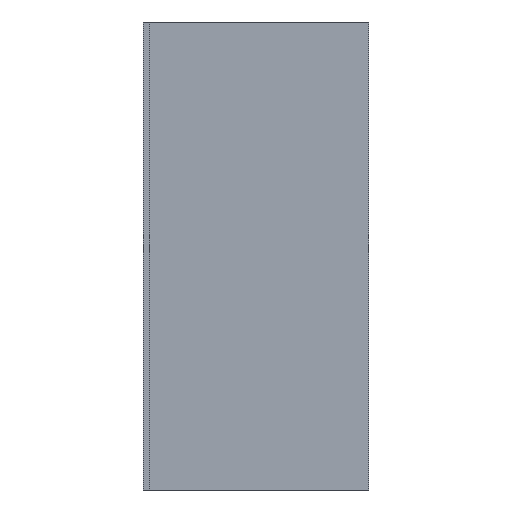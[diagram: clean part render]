
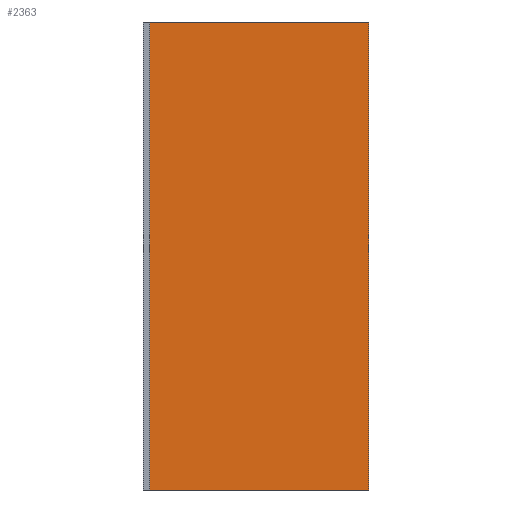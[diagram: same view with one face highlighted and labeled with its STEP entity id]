
A CAD part, left-side view. The second image highlights one B-rep face of the part: STEP entity #2363.
In plain terms, the highlighted planar face has unit normal (-1, 0, 0).
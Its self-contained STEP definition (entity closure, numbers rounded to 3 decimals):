
#64 = DIRECTION ( 'NONE',  ( 0., 1., 0. ) ) ;
#246 = DIRECTION ( 'NONE',  ( 1., 0., 0. ) ) ;
#317 = EDGE_LOOP ( 'NONE', ( #2675, #3239, #1161, #3241 ) ) ;
#349 = EDGE_CURVE ( 'NONE', #3125, #600, #2388, .T. ) ;
#405 = VERTEX_POINT ( 'NONE', #2690 ) ;
#554 = LINE ( 'NONE', #3252, #795 ) ;
#569 = LINE ( 'NONE', #1870, #1268 ) ;
#600 = VERTEX_POINT ( 'NONE', #1556 ) ;
#631 = VERTEX_POINT ( 'NONE', #1815 ) ;
#795 = VECTOR ( 'NONE', #835, 1000. ) ;
#821 = AXIS2_PLACEMENT_3D ( 'NONE', #2120, #246, #1589 ) ;
#835 = DIRECTION ( 'NONE',  ( 0., 0., 1. ) ) ;
#850 = DIRECTION ( 'NONE',  ( 0., 1., 0. ) ) ;
#875 = VECTOR ( 'NONE', #850, 1000. ) ;
#1059 = EDGE_CURVE ( 'NONE', #405, #631, #569, .T. ) ;
#1161 = ORIENTED_EDGE ( 'NONE', *, *, #349, .F. ) ;
#1268 = VECTOR ( 'NONE', #64, 1000. ) ;
#1530 = EDGE_CURVE ( 'NONE', #3125, #405, #1824, .T. ) ;
#1556 = CARTESIAN_POINT ( 'NONE',  ( -0.027, 0.614, -1.35 ) ) ;
#1571 = DIRECTION ( 'NONE',  ( 0., 0., 1. ) ) ;
#1589 = DIRECTION ( 'NONE',  ( 0., 1., 0. ) ) ;
#1815 = CARTESIAN_POINT ( 'NONE',  ( -0.027, 0.614, 0. ) ) ;
#1824 = LINE ( 'NONE', #2912, #3167 ) ;
#1831 = EDGE_CURVE ( 'NONE', #600, #631, #554, .T. ) ;
#1870 = CARTESIAN_POINT ( 'NONE',  ( -0.027, 0., 0. ) ) ;
#2046 = PLANE ( 'NONE',  #821 ) ;
#2120 = CARTESIAN_POINT ( 'NONE',  ( -0.027, 0., -1.35 ) ) ;
#2178 = CARTESIAN_POINT ( 'NONE',  ( -0.027, 0., -1.35 ) ) ;
#2363 = ADVANCED_FACE ( 'NONE', ( #3391 ), #2046, .F. ) ;
#2388 = LINE ( 'NONE', #2178, #875 ) ;
#2675 = ORIENTED_EDGE ( 'NONE', *, *, #1059, .T. ) ;
#2690 = CARTESIAN_POINT ( 'NONE',  ( -0.027, -0.018, 0. ) ) ;
#2912 = CARTESIAN_POINT ( 'NONE',  ( -0.027, -0.018, -1.35 ) ) ;
#3061 = CARTESIAN_POINT ( 'NONE',  ( -0.027, -0.018, -1.35 ) ) ;
#3125 = VERTEX_POINT ( 'NONE', #3061 ) ;
#3167 = VECTOR ( 'NONE', #1571, 1000. ) ;
#3239 = ORIENTED_EDGE ( 'NONE', *, *, #1831, .F. ) ;
#3241 = ORIENTED_EDGE ( 'NONE', *, *, #1530, .T. ) ;
#3252 = CARTESIAN_POINT ( 'NONE',  ( -0.027, 0.614, -1.35 ) ) ;
#3391 = FACE_OUTER_BOUND ( 'NONE', #317, .T. ) ;
